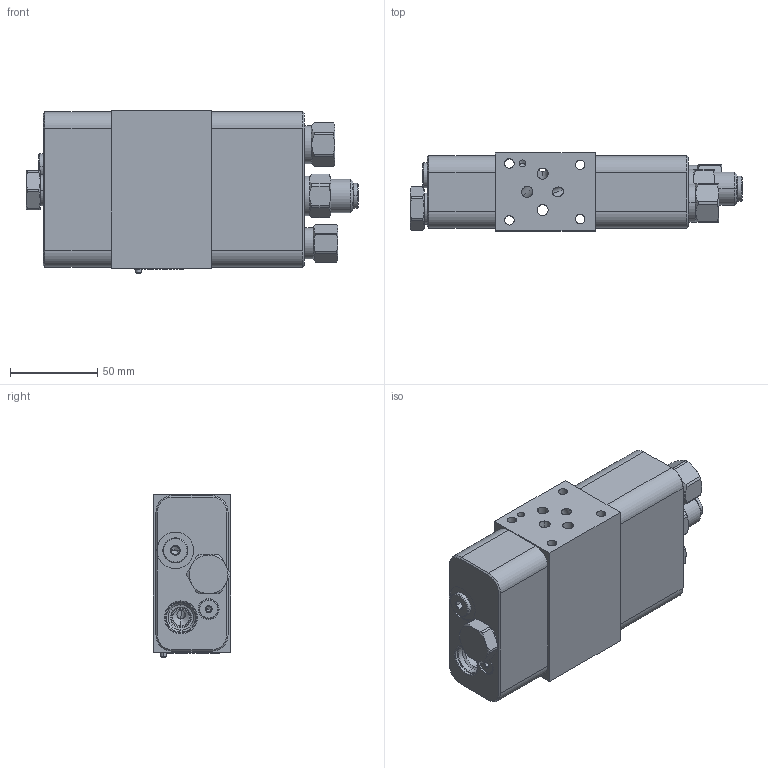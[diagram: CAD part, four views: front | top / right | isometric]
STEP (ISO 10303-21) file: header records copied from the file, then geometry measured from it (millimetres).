
FILE_DESCRIPTION((''),'2;1');
FILE_NAME('U4F_ASM','2021-01-15T',('ProEService'),(''),'PRO/ENGINEER BY PARAMETRIC TECHNOLOGY CORPORATION, 2014200','PRO/ENGINEER BY PARAMETRIC TECHNOLOGY CORPORATION, 2014200','');
FILE_SCHEMA(('CONFIG_CONTROL_DESIGN'));
Length unit declared in the file: inch
Products named in the file (10): 172-083-001; PSDTXFN; FXBAXAN; CXDAXCN; A330-006-002; XAOAXXN; A330-006-004; 500-001-012; 811-001-006; U4F_ASM
Assembly tree (13 placements, depth 2):
  U4F_ASM
    172-083-001
    PSDTXFN
    FXBAXAN
    CXDAXCN
    A330-006-002  x2
    XAOAXXN
    A330-006-004
    500-001-012  x4
    811-001-006
Bounding box: 189.84 x 44.45 x 92.91 mm (x, y, z)
Volume: 543736.8 mm3; surface area: 103363.4 mm2
Topology: 23 solids, 32 shells, 1155 faces, 3146 edges, 2310 vertices
Faces by surface type: cylinder 453, cone 261, plane 248, torus 116, revolution 52, bspline 19, sphere 6
Entity records: 47411 total; most frequent: CARTESIAN_POINT 19590, DIRECTION 5947, ORIENTED_EDGE 5092, EDGE_CURVE 2546, AXIS2_PLACEMENT_3D 2292, VERTEX_POINT 1553, VECTOR 1323, LINE 1323
